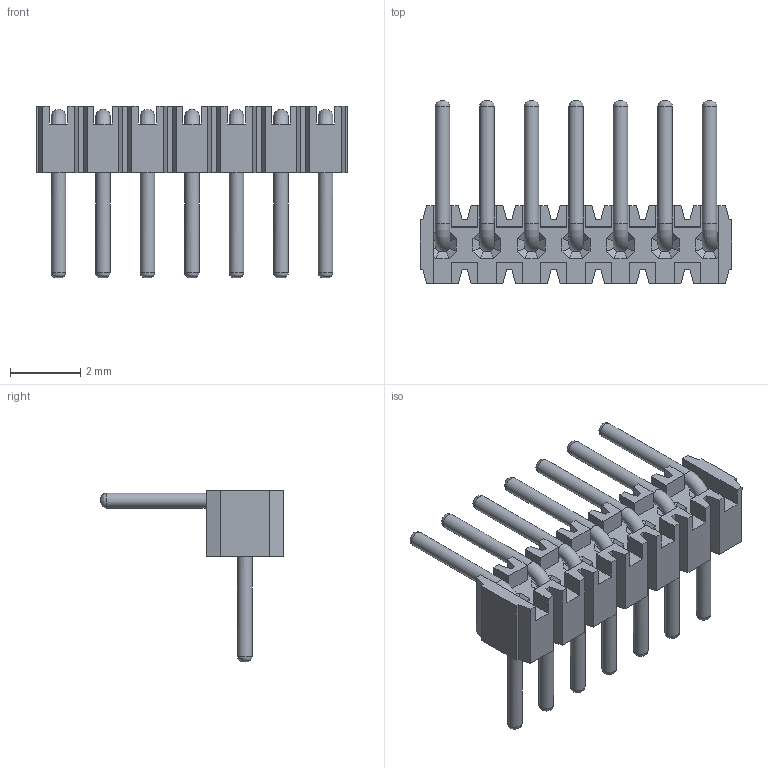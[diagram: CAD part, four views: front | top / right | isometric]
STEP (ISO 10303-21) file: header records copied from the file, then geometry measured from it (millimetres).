
FILE_DESCRIPTION(/* description */ (''),/* implementation_level */ '2;1');
FILE_NAME(/* name */ '755-91-11-007-xx.stp',/* time_stamp */ '2026-02-02T15:56:20+01:00',/* author */ ('Andreas.Larin'),/* organization */ (''),/* preprocessor_version */ 'ST-DEVELOPER v20',/* originating_system */ 'Autodesk Inventor 2025',/* authorisation */ '');
FILE_SCHEMA (('AUTOMOTIVE_DESIGN { 1 0 10303 214 3 1 1 }'));
Length unit declared in the file: millimetre
Products named in the file (1): 755-91-11-007-xx
Bounding box: 8.89 x 5.2 x 4.9 mm (x, y, z)
Volume: 34.3 mm3; surface area: 180.1 mm2
Topology: 1 solids, 1 shells, 349 faces, 1044 edges, 675 vertices
Faces by surface type: plane 300, torus 21, cylinder 14, bspline 14
Full cylindrical faces by diameter (mm): 0.42 x14
Entity records: 12860 total; most frequent: CARTESIAN_POINT 3119, ORIENTED_EDGE 2088, DIRECTION 1779, EDGE_CURVE 1044, LINE 799, VECTOR 799, VERTEX_POINT 675, AXIS2_PLACEMENT_3D 490
